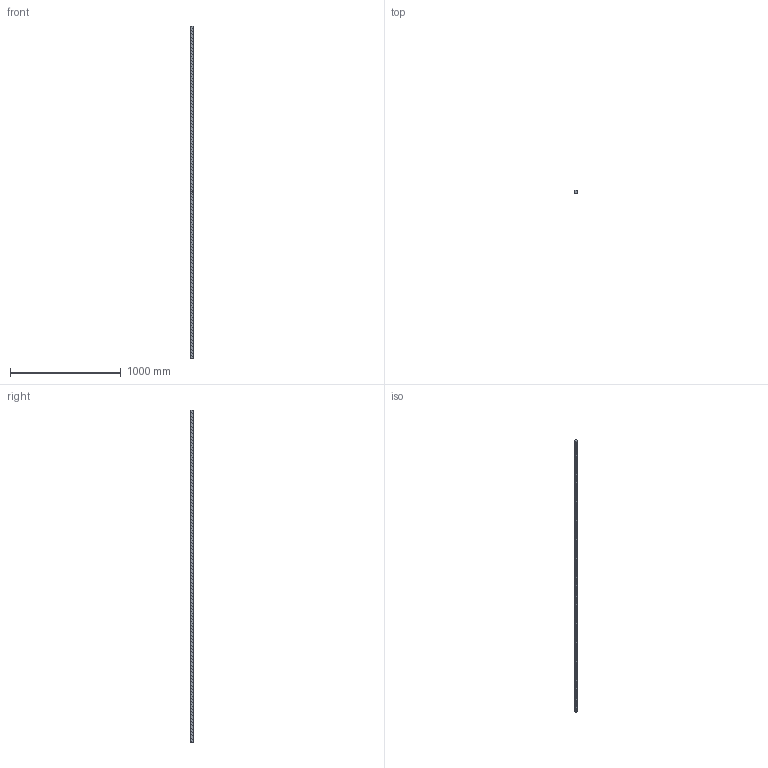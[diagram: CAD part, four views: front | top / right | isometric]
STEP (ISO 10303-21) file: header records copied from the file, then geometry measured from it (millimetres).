
FILE_DESCRIPTION (( 'STEP AP203' ), '1' );
FILE_NAME ('6016.step', '2022-04-28T09:33:18', ( '' ), ( '' ), 'SwSTEP 2.0', 'SolidWorks 2018', '' );
FILE_SCHEMA (( 'CONFIG_CONTROL_DESIGN' ));
Length unit declared in the file: millimetre
Products named in the file (1): 6016
Bounding box: 25 x 25 x 3000 mm (x, y, z)
Volume: 1784872.9 mm3; surface area: 290286.7 mm2
Topology: 1 solids, 1 shells, 1397 faces, 4031 edges, 2455 vertices
Faces by surface type: plane 494, cylinder 406, torus 402, bspline 95
Entity records: 60580 total; most frequent: CARTESIAN_POINT 27286, ORIENTED_EDGE 7662, DIRECTION 6284, EDGE_CURVE 3831, AXIS2_PLACEMENT_3D 2552, VERTEX_POINT 2455, EDGE_LOOP 1416, ADVANCED_FACE 1397
